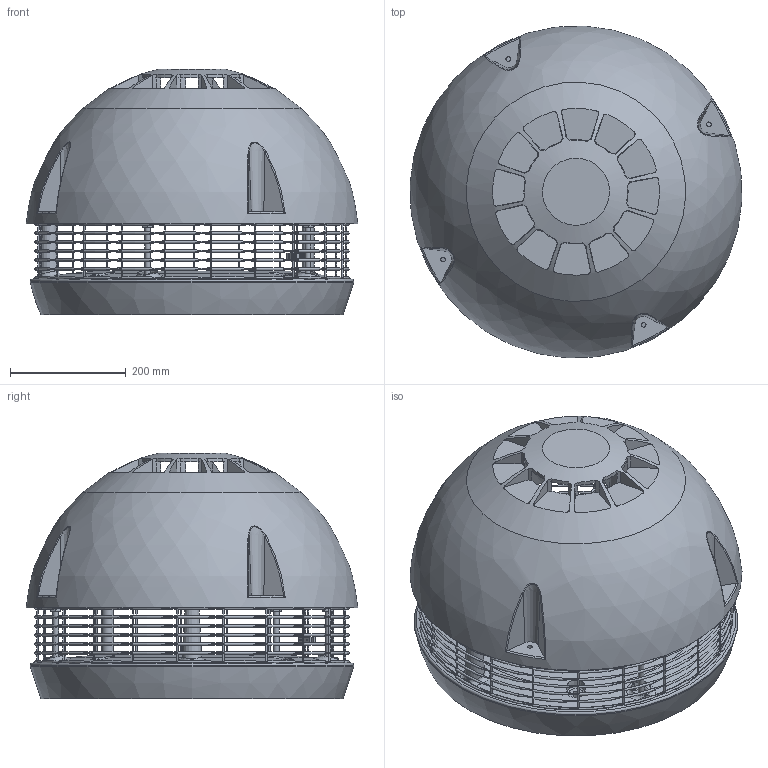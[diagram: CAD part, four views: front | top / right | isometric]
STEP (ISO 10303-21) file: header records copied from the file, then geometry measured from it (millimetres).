
FILE_DESCRIPTION(/* description */ ('VRR-160-701_EC116-14-110-PUR-PVC-PPs-PPs'),/* implementation_level */ '2;1');
FILE_NAME(/* name */ 'VRR160-701W.stp',/* time_stamp */ '2021-07-22T11:56:24+02:00',/* author */ ('Rissler'),/* organization */ ('Mietzsch GmbH Lufttechnik Dresden'),/* preprocessor_version */ 'ST-DEVELOPER v18.1',/* originating_system */ 'Autodesk Inventor 2020',/* authorisation */ '');
FILE_SCHEMA (('AUTOMOTIVE_DESIGN { 1 0 10303 214 3 1 1 }'));
Products named in the file (14): VRR-160-701_EC116-14-110-PUR-PVC-PPs-PPs; VRR-UNT-160-701-PPs; VRR-UNT-200-PUR; VRR-UNT-200-Schaumteil-PUR; SKS-ISO-4014-M10x130-8.8-verz; MUT-ISO-4032-M10-8-verz; DSE-VRR-160-PPs; VRR-UNT-160-701-Einbauring-PPs; Ejot-PT-KB40x20; VRR-Haube-160-KHB-Schaumteil-PUR; VRR-SG-160-701; VRR-SG-200-Schutzgitter-St; VRR-SG-Verschluß-PE; Ejot-PT-KB40x14
Assembly tree (27 placements, depth 4):
  VRR-160-701_EC116-14-110-PUR-PVC-PPs-PPs
    VRR-UNT-160-701-PPs
      VRR-UNT-200-PUR
        VRR-UNT-200-Schaumteil-PUR
        SKS-ISO-4014-M10x130-8.8-verz  x4
        MUT-ISO-4032-M10-8-verz  x4
      DSE-VRR-160-PPs
      Ejot-PT-KB40x20  x8
      VRR-UNT-160-701-Einbauring-PPs
    VRR-Haube-160-KHB-Schaumteil-PUR
    VRR-SG-160-701
      VRR-SG-200-Schutzgitter-St
      VRR-SG-Verschluß-PE
      Ejot-PT-KB40x14  x2
Bounding box: 572.84 x 572.84 x 424 mm (x, y, z)
Volume: 9916475.8 mm3; surface area: 2143646.5 mm2
Topology: 24 solids, 24 shells, 1483 faces, 4735 edges, 3039 vertices
Faces by surface type: plane 550, bspline 321, cylinder 282, cone 196, torus 114, sphere 20
Full cylindrical faces by diameter (mm): 2.5 x22, 2.9 x10, 3 x2, 4.5 x2, 7 x4, 8 x14, 8.38 x4, 10 x4, 17 x4, 20 x1, 180 x1, 235 x1, 240 x1, 250 x1, 255 x1, 558.5 x1
Entity records: 60447 total; most frequent: CARTESIAN_POINT 30778, ORIENTED_EDGE 7308, DIRECTION 4837, EDGE_CURVE 3654, VERTEX_POINT 2357, AXIS2_PLACEMENT_3D 2024, B_SPLINE_CURVE_WITH_KNOTS 1545, CIRCLE 1194
